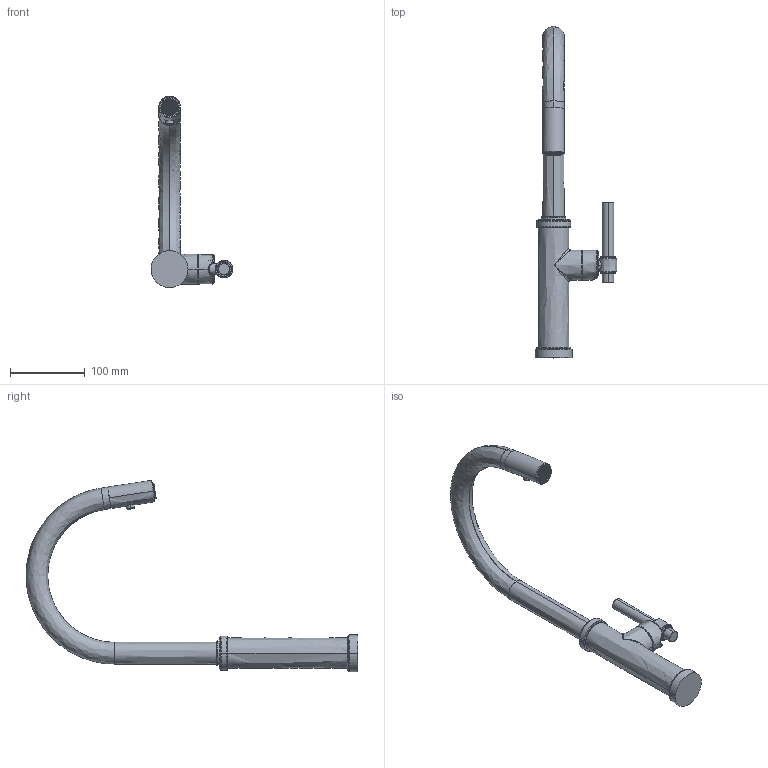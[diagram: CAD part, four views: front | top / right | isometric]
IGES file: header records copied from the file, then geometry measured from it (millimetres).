
Start section:  PTC IGES file: 3180-5143_.igs
Global section: file name: 3180-5143_.igs; native system: Creo Parametric by PTC Inc.; preprocessor: 2023134; author: nehatek; organization: Unknown; date: 20240529.002657; units: inch
Bounding box: 109.04 x 442.72 x 255.22 mm (x, y, z)
Surface area: 88824.9 mm2 (no closed solid volume)
Topology: 0 solids, 0 shells, 1116 faces, 5566 edges, 5564 vertices
Faces by surface type: bspline 884, revolution 232
